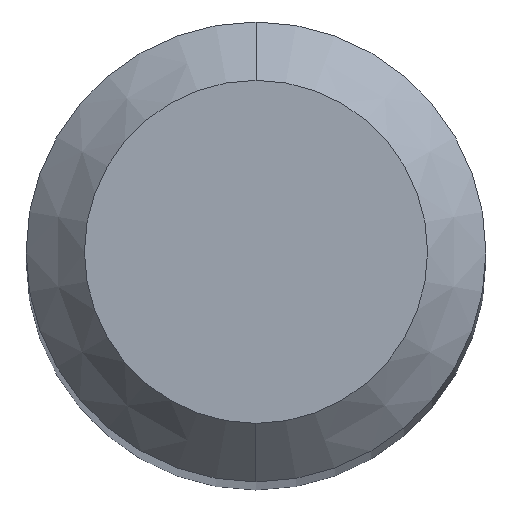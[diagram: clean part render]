
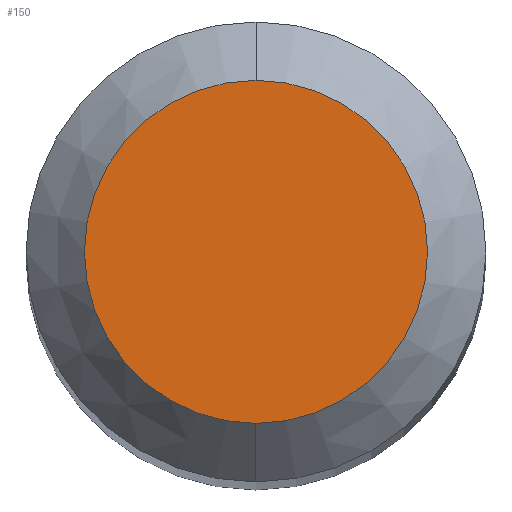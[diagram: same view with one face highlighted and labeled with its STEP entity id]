
A CAD part, top view. The second image highlights one B-rep face of the part: STEP entity #150.
In plain terms, the highlighted planar face has unit normal (0, 0, 1).
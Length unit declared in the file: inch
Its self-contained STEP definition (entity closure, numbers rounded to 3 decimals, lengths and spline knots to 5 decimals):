
#4 = CARTESIAN_POINT ( 'NONE',  ( 0., 0.04405, 0. ) ) ;
#9 = AXIS2_PLACEMENT_3D ( 'NONE', #163, #85, #237 ) ;
#23 = AXIS2_PLACEMENT_3D ( 'NONE', #235, #87, #134 ) ;
#85 = DIRECTION ( 'NONE',  ( 0., 0., 1. ) ) ;
#87 = DIRECTION ( 'NONE',  ( 0., 0., 1. ) ) ;
#134 = DIRECTION ( 'NONE',  ( 0., -1., 0. ) ) ;
#147 = VERTEX_POINT ( 'NONE', #194 ) ;
#150 = ADVANCED_FACE ( 'NONE', ( #464 ), #355, .F. ) ;
#163 = CARTESIAN_POINT ( 'NONE',  ( 0., 0., 0. ) ) ;
#168 = ORIENTED_EDGE ( 'NONE', *, *, #226, .T. ) ;
#194 = CARTESIAN_POINT ( 'NONE',  ( 0., 0.04405, 0. ) ) ;
#226 = EDGE_CURVE ( 'NONE', #147, #427, #467, .T. ) ;
#235 = CARTESIAN_POINT ( 'NONE',  ( 0., 0., 0. ) ) ;
#237 = DIRECTION ( 'NONE',  ( 0., -1., 0. ) ) ;
#258 = EDGE_CURVE ( 'NONE', #427, #147, #412, .T. ) ;
#269 = CARTESIAN_POINT ( 'NONE',  ( 0., -0.04405, 0. ) ) ;
#280 = ORIENTED_EDGE ( 'NONE', *, *, #258, .T. ) ;
#353 = DIRECTION ( 'NONE',  ( 0., 0., -1. ) ) ;
#355 = PLANE ( 'NONE',  #385 ) ;
#384 = EDGE_LOOP ( 'NONE', ( #168, #280 ) ) ;
#385 = AXIS2_PLACEMENT_3D ( 'NONE', #4, #353, #474 ) ;
#412 = CIRCLE ( 'NONE', #9, 0.04405 ) ;
#427 = VERTEX_POINT ( 'NONE', #269 ) ;
#464 = FACE_OUTER_BOUND ( 'NONE', #384, .T. ) ;
#467 = CIRCLE ( 'NONE', #23, 0.04405 ) ;
#474 = DIRECTION ( 'NONE',  ( 0., 1., 0. ) ) ;
